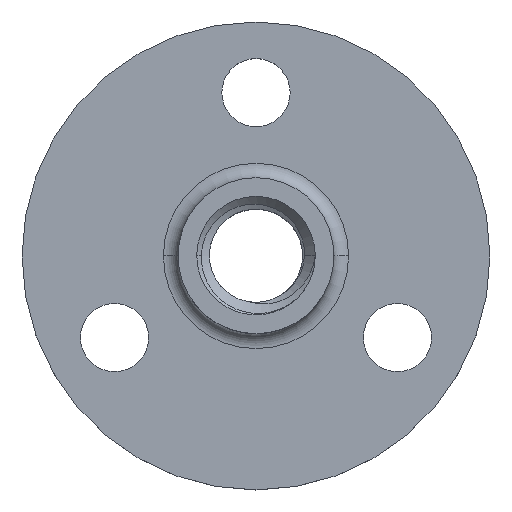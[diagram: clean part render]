
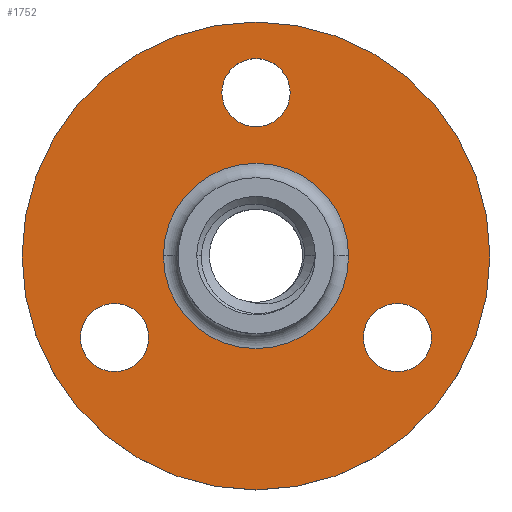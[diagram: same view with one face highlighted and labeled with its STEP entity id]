
A CAD part, top view. The second image highlights one B-rep face of the part: STEP entity #1752.
In plain terms, the highlighted planar face has unit normal (0, 0, 1).
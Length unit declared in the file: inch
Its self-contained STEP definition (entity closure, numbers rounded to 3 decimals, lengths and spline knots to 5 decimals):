
#70 = ORIENTED_EDGE ( 'NONE', *, *, #1485, .T. ) ;
#71 = ORIENTED_EDGE ( 'NONE', *, *, #1447, .T. ) ;
#87 = ORIENTED_EDGE ( 'NONE', *, *, #1594, .T. ) ;
#118 = ORIENTED_EDGE ( 'NONE', *, *, #1495, .T. ) ;
#195 = EDGE_LOOP ( 'NONE', ( #362, #263 ) ) ;
#229 = EDGE_LOOP ( 'NONE', ( #252, #278 ) ) ;
#248 = ORIENTED_EDGE ( 'NONE', *, *, #1595, .T. ) ;
#252 = ORIENTED_EDGE ( 'NONE', *, *, #1592, .T. ) ;
#263 = ORIENTED_EDGE ( 'NONE', *, *, #1593, .T. ) ;
#266 = EDGE_LOOP ( 'NONE', ( #87, #70 ) ) ;
#278 = ORIENTED_EDGE ( 'NONE', *, *, #1484, .T. ) ;
#333 = EDGE_LOOP ( 'NONE', ( #368, #118 ) ) ;
#337 = EDGE_LOOP ( 'NONE', ( #248, #71 ) ) ;
#362 = ORIENTED_EDGE ( 'NONE', *, *, #1500, .T. ) ;
#368 = ORIENTED_EDGE ( 'NONE', *, *, #1591, .T. ) ;
#395 = DIRECTION ( 'NONE',  ( 1., 0., 0. ) ) ;
#396 = DIRECTION ( 'NONE',  ( 0., 0., -1. ) ) ;
#397 = CARTESIAN_POINT ( 'NONE',  ( 0., 0., 0.04688 ) ) ;
#411 = DIRECTION ( 'NONE',  ( 1., 0., 0. ) ) ;
#412 = DIRECTION ( 'NONE',  ( 0., 0., -1. ) ) ;
#413 = CARTESIAN_POINT ( 'NONE',  ( 0., 0.26172, 0.04687 ) ) ;
#484 = DIRECTION ( 'NONE',  ( 1., 0., 0. ) ) ;
#504 = DIRECTION ( 'NONE',  ( 0., 0., -1. ) ) ;
#522 = CARTESIAN_POINT ( 'NONE',  ( -0.22666, -0.13086, 0.04687 ) ) ;
#523 = DIRECTION ( 'NONE',  ( 1., 0., 0. ) ) ;
#524 = DIRECTION ( 'NONE',  ( 0., 0., -1. ) ) ;
#525 = CARTESIAN_POINT ( 'NONE',  ( 0.22666, -0.13086, 0.04687 ) ) ;
#631 = CARTESIAN_POINT ( 'NONE',  ( 0.14844, 0., 0.04688 ) ) ;
#633 = CARTESIAN_POINT ( 'NONE',  ( -0.14844, 0., 0.04688 ) ) ;
#654 = VERTEX_POINT ( 'NONE', #787 ) ;
#659 = VERTEX_POINT ( 'NONE', #782 ) ;
#671 = CARTESIAN_POINT ( 'NONE',  ( 0., 0., 0.04688 ) ) ;
#694 = DIRECTION ( 'NONE',  ( 1., 0., 0. ) ) ;
#695 = DIRECTION ( 'NONE',  ( 0., 0., 1. ) ) ;
#760 = CARTESIAN_POINT ( 'NONE',  ( -0.28134, -0.13086, 0.04687 ) ) ;
#782 = CARTESIAN_POINT ( 'NONE',  ( -0.375, 0., 0.04688 ) ) ;
#787 = CARTESIAN_POINT ( 'NONE',  ( 0.375, 0., 0.04688 ) ) ;
#809 = VERTEX_POINT ( 'NONE', #825 ) ;
#812 = VERTEX_POINT ( 'NONE', #831 ) ;
#813 = VERTEX_POINT ( 'NONE', #821 ) ;
#815 = VERTEX_POINT ( 'NONE', #830 ) ;
#816 = VERTEX_POINT ( 'NONE', #829 ) ;
#821 = CARTESIAN_POINT ( 'NONE',  ( 0.17197, -0.13086, 0.04687 ) ) ;
#825 = CARTESIAN_POINT ( 'NONE',  ( -0.17197, -0.13086, 0.04687 ) ) ;
#829 = CARTESIAN_POINT ( 'NONE',  ( 0.05469, 0.26172, 0.04687 ) ) ;
#830 = CARTESIAN_POINT ( 'NONE',  ( -0.05469, 0.26172, 0.04687 ) ) ;
#831 = CARTESIAN_POINT ( 'NONE',  ( 0.28134, -0.13086, 0.04687 ) ) ;
#839 = VERTEX_POINT ( 'NONE', #631 ) ;
#845 = VERTEX_POINT ( 'NONE', #633 ) ;
#862 = VERTEX_POINT ( 'NONE', #760 ) ;
#1231 = DIRECTION ( 'NONE',  ( 1., 0., 0. ) ) ;
#1232 = DIRECTION ( 'NONE',  ( 0., 0., 1. ) ) ;
#1234 = CARTESIAN_POINT ( 'NONE',  ( 0., 0., 0.04688 ) ) ;
#1447 = EDGE_CURVE ( 'NONE', #654, #659, #3327, .T. ) ;
#1484 = EDGE_CURVE ( 'NONE', #812, #813, #3306, .T. ) ;
#1485 = EDGE_CURVE ( 'NONE', #809, #862, #3304, .T. ) ;
#1495 = EDGE_CURVE ( 'NONE', #816, #815, #3294, .T. ) ;
#1500 = EDGE_CURVE ( 'NONE', #839, #845, #3287, .T. ) ;
#1591 = EDGE_CURVE ( 'NONE', #815, #816, #3209, .T. ) ;
#1592 = EDGE_CURVE ( 'NONE', #813, #812, #3208, .T. ) ;
#1593 = EDGE_CURVE ( 'NONE', #845, #839, #3207, .T. ) ;
#1594 = EDGE_CURVE ( 'NONE', #862, #809, #3206, .T. ) ;
#1595 = EDGE_CURVE ( 'NONE', #659, #654, #3205, .T. ) ;
#1620 = AXIS2_PLACEMENT_3D ( 'NONE', #671, #695, #694 ) ;
#1624 = AXIS2_PLACEMENT_3D ( 'NONE', #522, #504, #484 ) ;
#1627 = AXIS2_PLACEMENT_3D ( 'NONE', #525, #524, #523 ) ;
#1632 = AXIS2_PLACEMENT_3D ( 'NONE', #413, #412, #411 ) ;
#1634 = AXIS2_PLACEMENT_3D ( 'NONE', #397, #396, #395 ) ;
#1642 = AXIS2_PLACEMENT_3D ( 'NONE', #2246, #1972, #1973 ) ;
#1643 = AXIS2_PLACEMENT_3D ( 'NONE', #1940, #1974, #2666 ) ;
#1644 = AXIS2_PLACEMENT_3D ( 'NONE', #2196, #2668, #1969 ) ;
#1645 = AXIS2_PLACEMENT_3D ( 'NONE', #1970, #1976, #1985 ) ;
#1646 = AXIS2_PLACEMENT_3D ( 'NONE', #2667, #2482, #1968 ) ;
#1673 = AXIS2_PLACEMENT_3D ( 'NONE', #1234, #1232, #1231 ) ;
#1752 = ADVANCED_FACE ( 'NONE', ( #3152, #3154, #3150, #3148, #3159 ), #2813, .T. ) ;
#1940 = CARTESIAN_POINT ( 'NONE',  ( 0.22666, -0.13086, 0.04687 ) ) ;
#1968 = DIRECTION ( 'NONE',  ( 1., 0., 0. ) ) ;
#1969 = DIRECTION ( 'NONE',  ( 1., 0., 0. ) ) ;
#1970 = CARTESIAN_POINT ( 'NONE',  ( -0.22666, -0.13086, 0.04687 ) ) ;
#1972 = DIRECTION ( 'NONE',  ( 0., 0., -1. ) ) ;
#1973 = DIRECTION ( 'NONE',  ( 1., 0., 0. ) ) ;
#1974 = DIRECTION ( 'NONE',  ( 0., 0., -1. ) ) ;
#1976 = DIRECTION ( 'NONE',  ( 0., 0., -1. ) ) ;
#1985 = DIRECTION ( 'NONE',  ( 1., 0., 0. ) ) ;
#2196 = CARTESIAN_POINT ( 'NONE',  ( 0., 0., 0.04688 ) ) ;
#2246 = CARTESIAN_POINT ( 'NONE',  ( 0., 0.26172, 0.04687 ) ) ;
#2482 = DIRECTION ( 'NONE',  ( 0., 0., 1. ) ) ;
#2666 = DIRECTION ( 'NONE',  ( 1., 0., 0. ) ) ;
#2667 = CARTESIAN_POINT ( 'NONE',  ( 0., 0., 0.04688 ) ) ;
#2668 = DIRECTION ( 'NONE',  ( 0., 0., -1. ) ) ;
#2813 = PLANE ( 'NONE',  #1673 ) ;
#3148 = FACE_BOUND ( 'NONE', #333, .T. ) ;
#3150 = FACE_BOUND ( 'NONE', #195, .T. ) ;
#3152 = FACE_BOUND ( 'NONE', #266, .T. ) ;
#3154 = FACE_OUTER_BOUND ( 'NONE', #337, .T. ) ;
#3159 = FACE_BOUND ( 'NONE', #229, .T. ) ;
#3205 = CIRCLE ( 'NONE', #1646, 0.375 ) ;
#3206 = CIRCLE ( 'NONE', #1645, 0.05469 ) ;
#3207 = CIRCLE ( 'NONE', #1644, 0.14844 ) ;
#3208 = CIRCLE ( 'NONE', #1643, 0.05469 ) ;
#3209 = CIRCLE ( 'NONE', #1642, 0.05469 ) ;
#3287 = CIRCLE ( 'NONE', #1634, 0.14844 ) ;
#3294 = CIRCLE ( 'NONE', #1632, 0.05469 ) ;
#3304 = CIRCLE ( 'NONE', #1624, 0.05469 ) ;
#3306 = CIRCLE ( 'NONE', #1627, 0.05469 ) ;
#3327 = CIRCLE ( 'NONE', #1620, 0.375 ) ;
